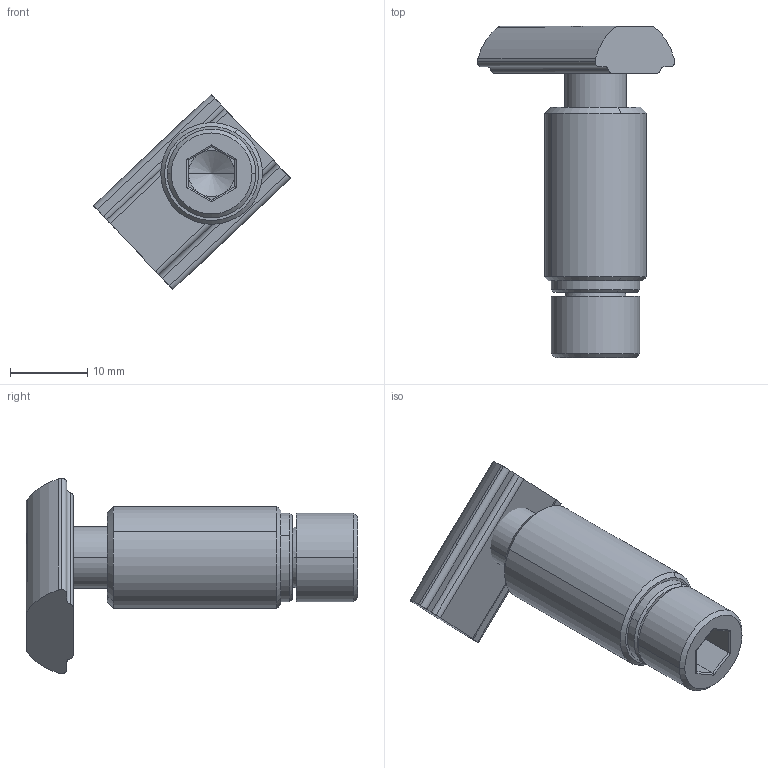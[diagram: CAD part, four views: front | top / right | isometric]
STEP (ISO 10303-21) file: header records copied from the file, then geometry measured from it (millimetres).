
FILE_DESCRIPTION (( 'STEP AP214' ), '1' );
FILE_NAME ('6121230', '2019-01-28T15:43:35', ( '' ), ('JUGARD+KÜNSTNER GmbH'), 'SwSTEP 2.0', 'SolidWorks 2017', '' );
FILE_SCHEMA (( 'AUTOMOTIVE_DESIGN' ));
Length unit declared in the file: inch
Products named in the file (5): Part3; Part2; NSF 108; Part4; 6121230
Assembly tree (4 placements, depth 3):
  6121230
    Part3
    NSF 108
      Part2
    Part4
Bounding box: 25.56 x 43 x 25.33 mm (x, y, z)
Volume: 5395 mm3; surface area: 4090.3 mm2
Topology: 3 solids, 3 shells, 93 faces, 232 edges, 145 vertices
Faces by surface type: cylinder 38, plane 33, cone 18, bspline 4
Entity records: 4551 total; most frequent: CARTESIAN_POINT 898, DIRECTION 508, ORIENTED_EDGE 460, EDGE_CURVE 230, AXIS2_PLACEMENT_3D 201, VERTEX_POINT 145, VECTOR 106, LINE 106
